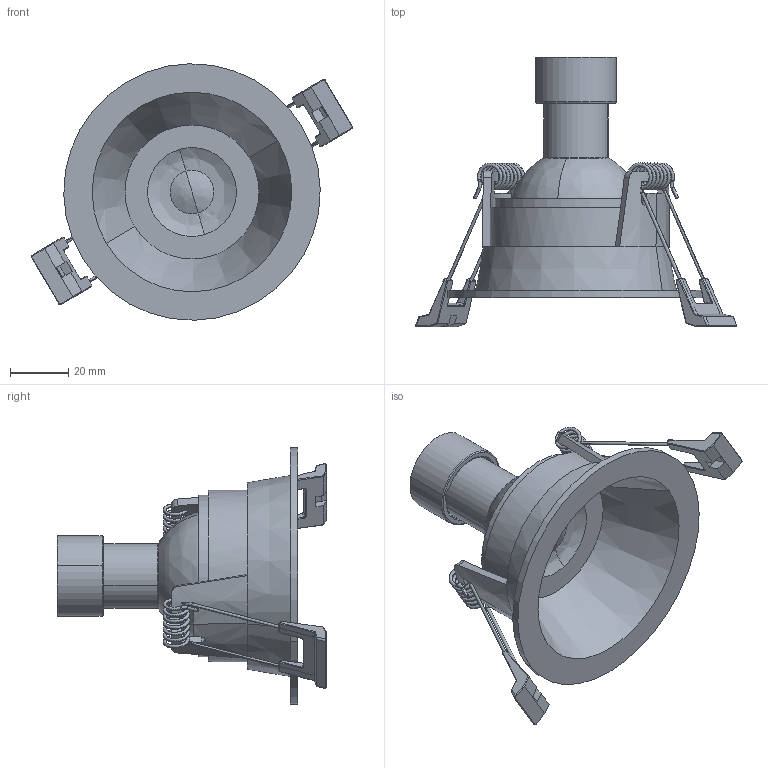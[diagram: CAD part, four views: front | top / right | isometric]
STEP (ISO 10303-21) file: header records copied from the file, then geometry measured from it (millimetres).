
FILE_DESCRIPTION (( 'STEP AP214' ), '1' );
FILE_NAME ('POINT CH ASSEMBLY+LAMP_GU-10.STEP', '2022-09-07T09:47:38', ( '' ), ( '' ), 'SwSTEP 2.0', 'SolidWorks 2018', '' );
FILE_SCHEMA (( 'AUTOMOTIVE_DESIGN' ));
Length unit declared in the file: millimetre
Products named in the file (5): GU10 Spot LED; Ïðóæèíà òèïîâàÿ; ikea led1727f3; POINT CH; POINT CH ASSEMBLY+LAMP_GU-10
Assembly tree (5 placements, depth 2):
  POINT CH ASSEMBLY+LAMP_GU-10
    POINT CH
    GU10 Spot LED
    ikea led1727f3
    Ïðóæèíà òèïîâàÿ  x2
Bounding box: 110.36 x 92.4 x 88 mm (x, y, z)
Volume: 75339.9 mm3; surface area: 37506.3 mm2
Topology: 14 solids, 14 shells, 396 faces, 907 edges, 546 vertices
Faces by surface type: plane 148, cylinder 103, bspline 78, torus 41, cone 26
Entity records: 13218 total; most frequent: CARTESIAN_POINT 6177, DIRECTION 1409, ORIENTED_EDGE 1382, EDGE_CURVE 691, AXIS2_PLACEMENT_3D 586, VERTEX_POINT 424, CIRCLE 326, EDGE_LOOP 323
